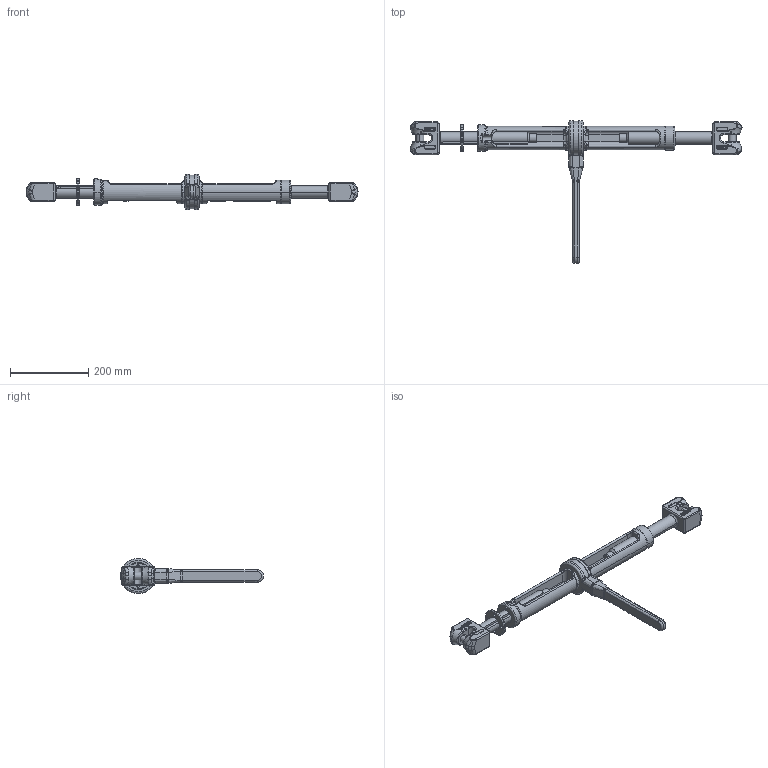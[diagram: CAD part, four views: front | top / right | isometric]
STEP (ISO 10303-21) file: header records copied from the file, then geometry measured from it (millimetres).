
FILE_DESCRIPTION((''),'2;1');
FILE_NAME('001-M34579-P-1_ASM','2013-06-13T',('Andreas.Wendler'),(''),'PRO/ENGINEER BY PARAMETRIC TECHNOLOGY CORPORATION, 2010140','PRO/ENGINEER BY PARAMETRIC TECHNOLOGY CORPORATION, 2010140','');
FILE_SCHEMA(('CONFIG_CONTROL_DESIGN'));
Length unit declared in the file: millimetre
Products named in the file (6): 001-M34561-P-1; 001-M34562-P-1; 001-M34564-P-1; 001-M34563-P-1; 001-M34565-P-1; 001-M34579-P-1_ASM
Assembly tree (5 placements, depth 2):
  001-M34579-P-1_ASM
    001-M34561-P-1
    001-M34562-P-1
    001-M34564-P-1
    001-M34563-P-1
    001-M34565-P-1
Bounding box: 848.59 x 364.95 x 89.88 mm (x, y, z)
Volume: 1832039.7 mm3; surface area: 293932.7 mm2
Topology: 5 solids, 5 shells, 1345 faces, 3543 edges, 2254 vertices
Faces by surface type: plane 872, cylinder 194, bspline 162, torus 84, cone 25, sphere 8
Entity records: 47924 total; most frequent: CARTESIAN_POINT 15331, ORIENTED_EDGE 7082, DIRECTION 6250, EDGE_CURVE 3541, VECTOR 2610, LINE 2610, VERTEX_POINT 2254, AXIS2_PLACEMENT_3D 1820
